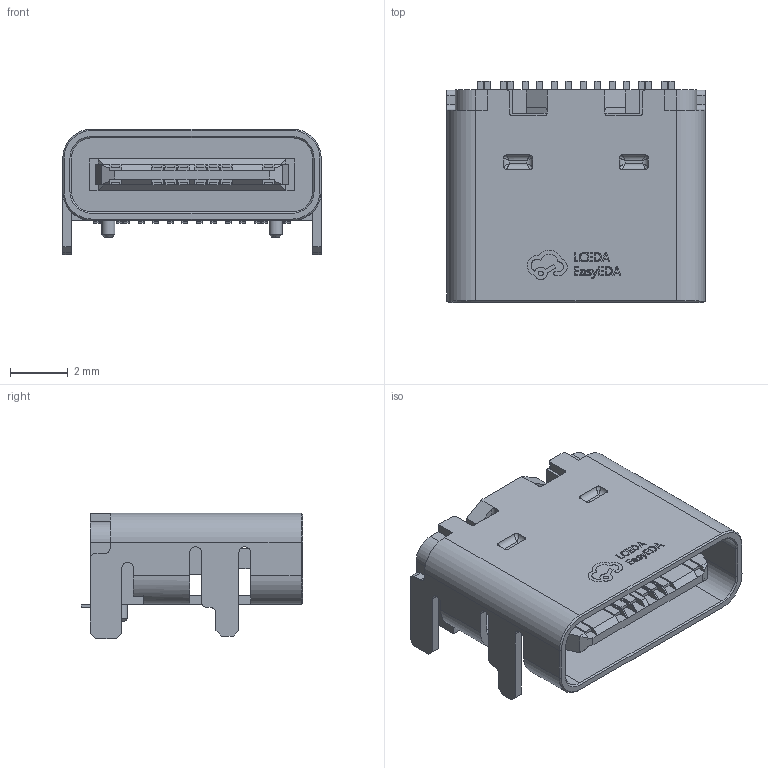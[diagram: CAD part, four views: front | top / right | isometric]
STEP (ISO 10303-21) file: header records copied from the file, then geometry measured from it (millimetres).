
FILE_DESCRIPTION (( 'STEP AP203' ), '1' );
FILE_NAME ('USB-Type-C-16Pin.STEP', '2024-01-08T07:59:39', ( '' ), ( '' ), 'SwSTEP 2.0', 'SolidWorks 2021', '' );
FILE_SCHEMA (( 'CONFIG_CONTROL_DESIGN' ));
Length unit declared in the file: millimetre
Products named in the file (4): COMPOUND; USB-Type-C-16Pin; U1; USB-SMD_TYPE-C16PIN
Assembly tree (3 placements, depth 4):
  USB-Type-C-16Pin
    U1
      USB-SMD_TYPE-C16PIN
        COMPOUND
Bounding box: 8.94 x 7.65 x 4.35 mm (x, y, z)
Volume: 112.8 mm3; surface area: 522.8 mm2
Topology: 42 solids, 42 shells, 827 faces, 2069 edges, 1319 vertices
Faces by surface type: plane 609, bspline 128, cylinder 78, cone 12
Entity records: 26209 total; most frequent: CARTESIAN_POINT 7069, ORIENTED_EDGE 4106, DIRECTION 3323, EDGE_CURVE 2053, LINE 1641, VECTOR 1641, VERTEX_POINT 1319, EDGE_LOOP 854
